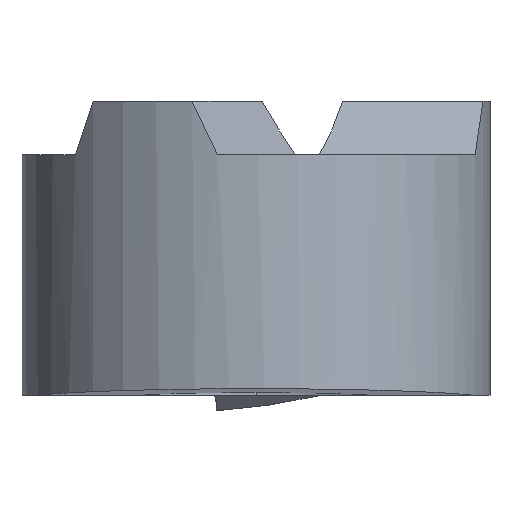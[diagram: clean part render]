
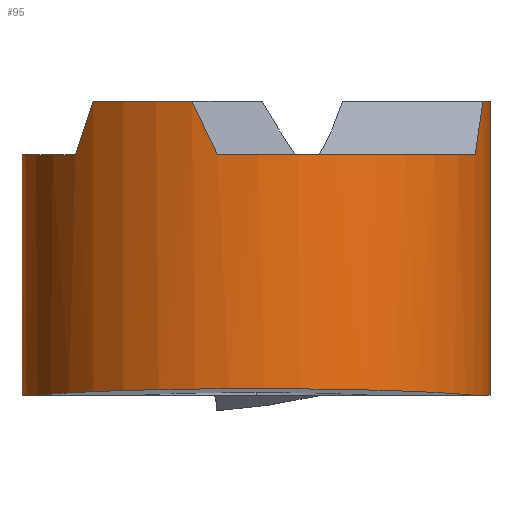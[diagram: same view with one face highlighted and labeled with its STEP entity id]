
A CAD part, left-side view. The second image highlights one B-rep face of the part: STEP entity #95.
In plain terms, the highlighted cylindrical face has radius 3.5 mm (diameter 7 mm), a partial arc.
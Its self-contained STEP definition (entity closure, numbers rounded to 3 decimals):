
#48=CYLINDRICAL_SURFACE('',#842,3.5);
#58=(
BOUNDED_CURVE()
B_SPLINE_CURVE(3,(#1244,#1245,#1246,#1247),.UNSPECIFIED.,.F.,.F.)
B_SPLINE_CURVE_WITH_KNOTS((4,4),(0.,1.),.UNSPECIFIED.)
CURVE()
GEOMETRIC_REPRESENTATION_ITEM()
RATIONAL_B_SPLINE_CURVE((1.,0.573,0.573,1.))
REPRESENTATION_ITEM('')
);
#59=(
BOUNDED_CURVE()
B_SPLINE_CURVE(3,(#1263,#1264,#1265,#1266),.UNSPECIFIED.,.F.,.F.)
B_SPLINE_CURVE_WITH_KNOTS((4,4),(0.,1.),.UNSPECIFIED.)
CURVE()
GEOMETRIC_REPRESENTATION_ITEM()
RATIONAL_B_SPLINE_CURVE((1.,0.999,0.999,1.))
REPRESENTATION_ITEM('')
);
#62=(
BOUNDED_CURVE()
B_SPLINE_CURVE(3,(#1305,#1306,#1307,#1308),.UNSPECIFIED.,.F.,.F.)
B_SPLINE_CURVE_WITH_KNOTS((4,4),(0.,1.),.UNSPECIFIED.)
CURVE()
GEOMETRIC_REPRESENTATION_ITEM()
RATIONAL_B_SPLINE_CURVE((1.,0.999,0.999,1.))
REPRESENTATION_ITEM('')
);
#64=(
BOUNDED_CURVE()
B_SPLINE_CURVE(3,(#1314,#1315,#1316,#1317),.UNSPECIFIED.,.F.,.F.)
B_SPLINE_CURVE_WITH_KNOTS((4,4),(0.,1.),.UNSPECIFIED.)
CURVE()
GEOMETRIC_REPRESENTATION_ITEM()
RATIONAL_B_SPLINE_CURVE((1.,0.999,0.999,1.))
REPRESENTATION_ITEM('')
);
#65=(
BOUNDED_CURVE()
B_SPLINE_CURVE(3,(#1319,#1320,#1321,#1322),.UNSPECIFIED.,.F.,.F.)
B_SPLINE_CURVE_WITH_KNOTS((4,4),(0.,1.),.UNSPECIFIED.)
CURVE()
GEOMETRIC_REPRESENTATION_ITEM()
RATIONAL_B_SPLINE_CURVE((1.,0.999,0.999,1.))
REPRESENTATION_ITEM('')
);
#95=ADVANCED_FACE('',(#161),#48,.T.);
#161=FACE_OUTER_BOUND('',#202,.T.);
#202=EDGE_LOOP('',(#451,#452,#453,#454,#455,#456,#457,#458,#459,#460,#461,
#462,#463,#464));
#236=CIRCLE('',#817,3.5);
#237=CIRCLE('',#819,3.5);
#239=CIRCLE('',#823,3.5);
#241=CIRCLE('',#825,3.5);
#242=CIRCLE('',#829,3.5);
#244=CIRCLE('',#832,3.5);
#245=CIRCLE('',#834,3.5);
#281=LINE('',#1324,#322);
#282=LINE('',#1326,#323);
#322=VECTOR('',#987,1.);
#323=VECTOR('',#990,1.);
#451=ORIENTED_EDGE('',*,*,#705,.F.);
#452=ORIENTED_EDGE('',*,*,#680,.T.);
#453=ORIENTED_EDGE('',*,*,#674,.T.);
#454=ORIENTED_EDGE('',*,*,#678,.T.);
#455=ORIENTED_EDGE('',*,*,#704,.T.);
#456=ORIENTED_EDGE('',*,*,#686,.T.);
#457=ORIENTED_EDGE('',*,*,#683,.T.);
#458=ORIENTED_EDGE('',*,*,#670,.T.);
#459=ORIENTED_EDGE('',*,*,#703,.T.);
#460=ORIENTED_EDGE('',*,*,#691,.T.);
#461=ORIENTED_EDGE('',*,*,#702,.T.);
#462=ORIENTED_EDGE('',*,*,#667,.T.);
#463=ORIENTED_EDGE('',*,*,#700,.T.);
#464=ORIENTED_EDGE('',*,*,#694,.T.);
#584=VERTEX_POINT('',#1221);
#587=VERTEX_POINT('',#1226);
#588=VERTEX_POINT('',#1230);
#589=VERTEX_POINT('',#1232);
#590=VERTEX_POINT('',#1236);
#592=VERTEX_POINT('',#1243);
#595=VERTEX_POINT('',#1254);
#596=VERTEX_POINT('',#1258);
#597=VERTEX_POINT('',#1262);
#599=VERTEX_POINT('',#1273);
#600=VERTEX_POINT('',#1277);
#602=VERTEX_POINT('',#1281);
#604=VERTEX_POINT('',#1287);
#605=VERTEX_POINT('',#1289);
#667=EDGE_CURVE('',#584,#587,#236,.T.);
#670=EDGE_CURVE('',#588,#589,#237,.T.);
#674=EDGE_CURVE('',#590,#592,#58,.T.);
#678=EDGE_CURVE('',#592,#595,#239,.T.);
#680=EDGE_CURVE('',#596,#590,#241,.T.);
#683=EDGE_CURVE('',#597,#588,#59,.T.);
#686=EDGE_CURVE('',#599,#597,#242,.T.);
#691=EDGE_CURVE('',#600,#602,#244,.T.);
#694=EDGE_CURVE('',#605,#604,#245,.T.);
#700=EDGE_CURVE('',#587,#605,#62,.T.);
#702=EDGE_CURVE('',#602,#584,#64,.T.);
#703=EDGE_CURVE('',#589,#600,#65,.T.);
#704=EDGE_CURVE('',#595,#599,#281,.T.);
#705=EDGE_CURVE('',#596,#604,#282,.T.);
#817=AXIS2_PLACEMENT_3D('',#1227,#922,#923);
#819=AXIS2_PLACEMENT_3D('',#1233,#928,#929);
#823=AXIS2_PLACEMENT_3D('',#1255,#940,#941);
#825=AXIS2_PLACEMENT_3D('',#1257,#944,#945);
#829=AXIS2_PLACEMENT_3D('',#1272,#956,#957);
#832=AXIS2_PLACEMENT_3D('',#1282,#965,#966);
#834=AXIS2_PLACEMENT_3D('',#1288,#971,#972);
#842=AXIS2_PLACEMENT_3D('',#1327,#991,#992);
#922=DIRECTION('',(0.,0.,-1.));
#923=DIRECTION('',(1.,0.,0.));
#928=DIRECTION('',(0.,0.,-1.));
#929=DIRECTION('',(1.,0.,0.));
#940=DIRECTION('',(0.,0.,1.));
#941=DIRECTION('',(-1.,0.,0.));
#944=DIRECTION('',(0.,0.,1.));
#945=DIRECTION('',(-1.,0.,0.));
#956=DIRECTION('',(0.,0.,-1.));
#957=DIRECTION('',(1.,0.,0.));
#965=DIRECTION('',(0.,0.,-1.));
#966=DIRECTION('',(1.,0.,0.));
#971=DIRECTION('',(0.,0.,-1.));
#972=DIRECTION('',(1.,0.,0.));
#987=DIRECTION('',(0.,0.,1.));
#990=DIRECTION('',(0.,0.,1.));
#991=DIRECTION('',(0.,0.,1.));
#992=DIRECTION('',(1.,0.,0.));
#1221=CARTESIAN_POINT('',(-2.226,2.701,-0.1));
#1226=CARTESIAN_POINT('',(2.226,2.701,-0.1));
#1227=CARTESIAN_POINT('',(0.,0.,-0.1));
#1230=CARTESIAN_POINT('',(-1.226,-3.278,-0.1));
#1232=CARTESIAN_POINT('',(-3.452,0.577,-0.1));
#1233=CARTESIAN_POINT('',(0.,0.,-0.1));
#1236=CARTESIAN_POINT('',(-1.26,3.265,-3.7));
#1243=CARTESIAN_POINT('',(-1.26,-3.265,-3.7));
#1244=CARTESIAN_POINT('',(-1.26,3.265,-3.7));
#1245=CARTESIAN_POINT('',(-4.802,1.898,-3.542));
#1246=CARTESIAN_POINT('',(-4.802,-1.898,-3.542));
#1247=CARTESIAN_POINT('',(-1.26,-3.265,-3.7));
#1254=CARTESIAN_POINT('',(0.,-3.5,-3.7));
#1255=CARTESIAN_POINT('',(0.,0.,-3.7));
#1257=CARTESIAN_POINT('',(0.,0.,-3.7));
#1258=CARTESIAN_POINT('',(2.577,2.368,-3.7));
#1262=CARTESIAN_POINT('',(-0.853,-3.394,0.7));
#1263=CARTESIAN_POINT('',(-0.853,-3.394,0.7));
#1264=CARTESIAN_POINT('',(-0.98,-3.363,0.429));
#1265=CARTESIAN_POINT('',(-1.104,-3.324,0.162));
#1266=CARTESIAN_POINT('',(-1.226,-3.278,-0.1));
#1272=CARTESIAN_POINT('',(0.,0.,0.7));
#1273=CARTESIAN_POINT('',(0.,-3.5,0.7));
#1277=CARTESIAN_POINT('',(-3.366,0.958,0.7));
#1281=CARTESIAN_POINT('',(-2.513,2.436,0.7));
#1282=CARTESIAN_POINT('',(0.,0.,0.7));
#1287=CARTESIAN_POINT('',(2.577,2.368,0.7));
#1288=CARTESIAN_POINT('',(0.,0.,0.7));
#1289=CARTESIAN_POINT('',(2.513,2.436,0.7));
#1305=CARTESIAN_POINT('',(2.226,2.701,-0.1));
#1306=CARTESIAN_POINT('',(2.326,2.618,0.162));
#1307=CARTESIAN_POINT('',(2.422,2.53,0.429));
#1308=CARTESIAN_POINT('',(2.513,2.436,0.7));
#1314=CARTESIAN_POINT('',(-2.513,2.436,0.7));
#1315=CARTESIAN_POINT('',(-2.422,2.53,0.429));
#1316=CARTESIAN_POINT('',(-2.326,2.618,0.162));
#1317=CARTESIAN_POINT('',(-2.226,2.701,-0.1));
#1319=CARTESIAN_POINT('',(-3.452,0.577,-0.1));
#1320=CARTESIAN_POINT('',(-3.431,0.705,0.162));
#1321=CARTESIAN_POINT('',(-3.402,0.833,0.429));
#1322=CARTESIAN_POINT('',(-3.366,0.958,0.7));
#1324=CARTESIAN_POINT('',(0.,-3.5,-4.1));
#1326=CARTESIAN_POINT('',(2.577,2.368,-4.1));
#1327=CARTESIAN_POINT('',(0.,0.,-4.1));
